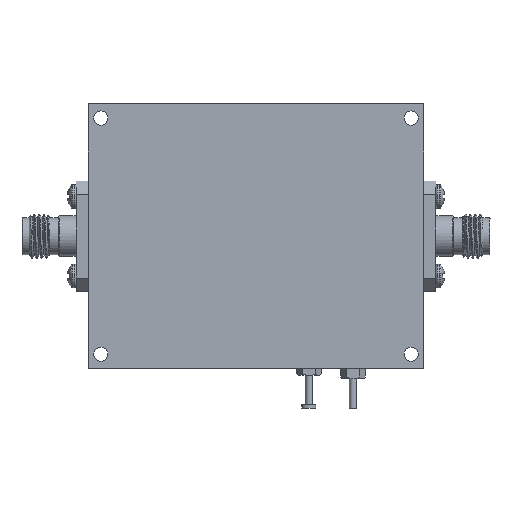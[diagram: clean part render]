
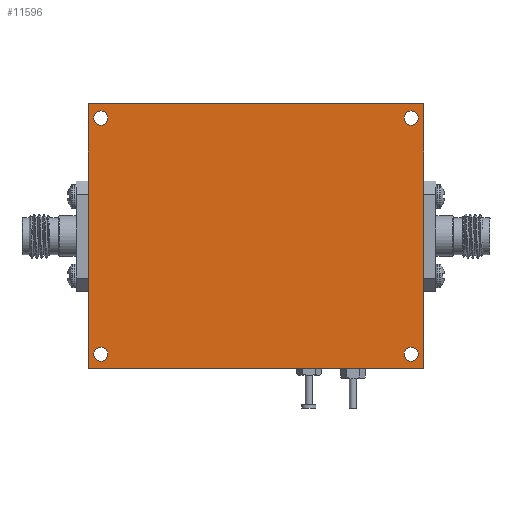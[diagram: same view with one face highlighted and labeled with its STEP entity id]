
A CAD part, front view. The second image highlights one B-rep face of the part: STEP entity #11596.
In plain terms, the highlighted planar face has unit normal (0, -1, 0).
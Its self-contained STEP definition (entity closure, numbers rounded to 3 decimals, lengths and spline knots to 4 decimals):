
#249 = CIRCLE ( 'NONE', #52630, 0.0404 ) ;
#1893 = DIRECTION ( 'NONE',  ( 0., 0., 1. ) ) ;
#4454 = DIRECTION ( 'NONE',  ( 1., 0., 0. ) ) ;
#4659 = DIRECTION ( 'NONE',  ( 0., 1., 0. ) ) ;
#4692 = ORIENTED_EDGE ( 'NONE', *, *, #11484, .T. ) ;
#4944 = VERTEX_POINT ( 'NONE', #22112 ) ;
#9908 = CARTESIAN_POINT ( 'NONE',  ( -0.88, -0.25, 0.7104 ) ) ;
#10204 = CARTESIAN_POINT ( 'NONE',  ( -0.88, -0.25, -0.6296 ) ) ;
#11175 = CARTESIAN_POINT ( 'NONE',  ( -0.95, -0.25, -0.75 ) ) ;
#11484 = EDGE_CURVE ( 'NONE', #4944, #4944, #63981, .T. ) ;
#11596 = ADVANCED_FACE ( 'NONE', ( #57529, #46466, #52189, #64745, #59018 ), #68996, .T. ) ;
#12959 = CARTESIAN_POINT ( 'NONE',  ( 0.88, -0.25, -0.67 ) ) ;
#14971 = EDGE_CURVE ( 'NONE', #16395, #16395, #73900, .T. ) ;
#16010 = CARTESIAN_POINT ( 'NONE',  ( 0.88, -0.25, 0.7104 ) ) ;
#16395 = VERTEX_POINT ( 'NONE', #16010 ) ;
#18225 = VERTEX_POINT ( 'NONE', #44155 ) ;
#20529 = DIRECTION ( 'NONE',  ( 0., 1., 0. ) ) ;
#20788 = DIRECTION ( 'NONE',  ( 0., 0., -1. ) ) ;
#21239 = LINE ( 'NONE', #55194, #27126 ) ;
#21824 = CARTESIAN_POINT ( 'NONE',  ( 0.88, -0.25, 0.67 ) ) ;
#22019 = VERTEX_POINT ( 'NONE', #10204 ) ;
#22112 = CARTESIAN_POINT ( 'NONE',  ( 0.88, -0.25, -0.6296 ) ) ;
#22434 = DIRECTION ( 'NONE',  ( 0., -1., 0. ) ) ;
#24994 = EDGE_LOOP ( 'NONE', ( #54615 ) ) ;
#25162 = EDGE_CURVE ( 'NONE', #33182, #33182, #249, .T. ) ;
#26753 = EDGE_CURVE ( 'NONE', #47347, #18225, #21239, .T. ) ;
#26855 = ORIENTED_EDGE ( 'NONE', *, *, #31119, .F. ) ;
#27070 = EDGE_LOOP ( 'NONE', ( #4692 ) ) ;
#27126 = VECTOR ( 'NONE', #4454, 39.3701 ) ;
#28117 = CARTESIAN_POINT ( 'NONE',  ( 0.95, -0.25, -0.75 ) ) ;
#28141 = CARTESIAN_POINT ( 'NONE',  ( 0., -0.25, 0. ) ) ;
#28500 = ORIENTED_EDGE ( 'NONE', *, *, #68139, .T. ) ;
#31119 = EDGE_CURVE ( 'NONE', #74378, #37201, #38740, .T. ) ;
#31310 = EDGE_LOOP ( 'NONE', ( #32317 ) ) ;
#32317 = ORIENTED_EDGE ( 'NONE', *, *, #14971, .T. ) ;
#33182 = VERTEX_POINT ( 'NONE', #9908 ) ;
#36443 = EDGE_LOOP ( 'NONE', ( #38224, #50112, #66496, #26855 ) ) ;
#37201 = VERTEX_POINT ( 'NONE', #11175 ) ;
#38224 = ORIENTED_EDGE ( 'NONE', *, *, #50922, .F. ) ;
#38740 = LINE ( 'NONE', #72299, #56029 ) ;
#39613 = AXIS2_PLACEMENT_3D ( 'NONE', #28141, #22434, #70105 ) ;
#41982 = LINE ( 'NONE', #65237, #51701 ) ;
#44155 = CARTESIAN_POINT ( 'NONE',  ( 0.95, -0.25, 0.75 ) ) ;
#45799 = CARTESIAN_POINT ( 'NONE',  ( -0.88, -0.25, -0.67 ) ) ;
#46466 = FACE_BOUND ( 'NONE', #27070, .T. ) ;
#47052 = VECTOR ( 'NONE', #20788, 39.3701 ) ;
#47347 = VERTEX_POINT ( 'NONE', #65585 ) ;
#50112 = ORIENTED_EDGE ( 'NONE', *, *, #26753, .F. ) ;
#50922 = EDGE_CURVE ( 'NONE', #18225, #74378, #60846, .T. ) ;
#51008 = EDGE_LOOP ( 'NONE', ( #28500 ) ) ;
#51701 = VECTOR ( 'NONE', #59486, 39.3701 ) ;
#52189 = FACE_BOUND ( 'NONE', #24994, .T. ) ;
#52255 = DIRECTION ( 'NONE',  ( 0., 0., 1. ) ) ;
#52627 = DIRECTION ( 'NONE',  ( 0., 1., 0. ) ) ;
#52630 = AXIS2_PLACEMENT_3D ( 'NONE', #72806, #20529, #67095 ) ;
#54615 = ORIENTED_EDGE ( 'NONE', *, *, #25162, .T. ) ;
#55134 = CARTESIAN_POINT ( 'NONE',  ( 0.95, -0.25, 0.75 ) ) ;
#55194 = CARTESIAN_POINT ( 'NONE',  ( -0.95, -0.25, 0.75 ) ) ;
#56029 = VECTOR ( 'NONE', #61974, 39.3701 ) ;
#56722 = EDGE_CURVE ( 'NONE', #37201, #47347, #41982, .T. ) ;
#57529 = FACE_BOUND ( 'NONE', #51008, .T. ) ;
#59018 = FACE_OUTER_BOUND ( 'NONE', #36443, .T. ) ;
#59486 = DIRECTION ( 'NONE',  ( 0., 0., 1. ) ) ;
#60846 = LINE ( 'NONE', #55134, #47052 ) ;
#60965 = CIRCLE ( 'NONE', #65880, 0.0404 ) ;
#61974 = DIRECTION ( 'NONE',  ( -1., 0., 0. ) ) ;
#63981 = CIRCLE ( 'NONE', #72473, 0.0404 ) ;
#64745 = FACE_BOUND ( 'NONE', #31310, .T. ) ;
#65237 = CARTESIAN_POINT ( 'NONE',  ( -0.95, -0.25, 0.75 ) ) ;
#65585 = CARTESIAN_POINT ( 'NONE',  ( -0.95, -0.25, 0.75 ) ) ;
#65880 = AXIS2_PLACEMENT_3D ( 'NONE', #45799, #52627, #52255 ) ;
#66496 = ORIENTED_EDGE ( 'NONE', *, *, #56722, .F. ) ;
#67095 = DIRECTION ( 'NONE',  ( 0., 0., 1. ) ) ;
#67996 = DIRECTION ( 'NONE',  ( 0., 0., 1. ) ) ;
#68139 = EDGE_CURVE ( 'NONE', #22019, #22019, #60965, .T. ) ;
#68996 = PLANE ( 'NONE',  #39613 ) ;
#70105 = DIRECTION ( 'NONE',  ( 0., 0., -1. ) ) ;
#71429 = AXIS2_PLACEMENT_3D ( 'NONE', #21824, #4659, #67996 ) ;
#72055 = DIRECTION ( 'NONE',  ( 0., 1., 0. ) ) ;
#72299 = CARTESIAN_POINT ( 'NONE',  ( -0.95, -0.25, -0.75 ) ) ;
#72473 = AXIS2_PLACEMENT_3D ( 'NONE', #12959, #72055, #1893 ) ;
#72806 = CARTESIAN_POINT ( 'NONE',  ( -0.88, -0.25, 0.67 ) ) ;
#73900 = CIRCLE ( 'NONE', #71429, 0.0404 ) ;
#74378 = VERTEX_POINT ( 'NONE', #28117 ) ;
